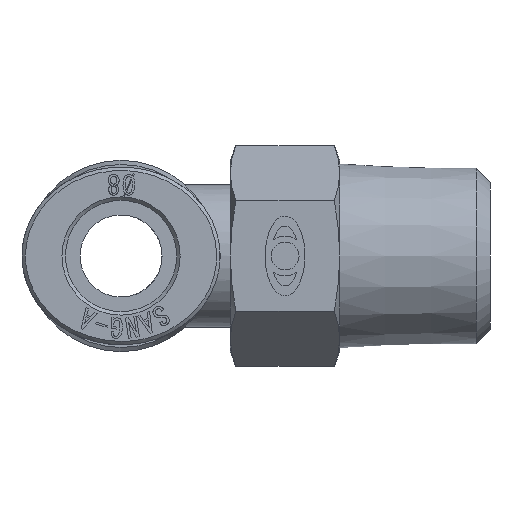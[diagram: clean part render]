
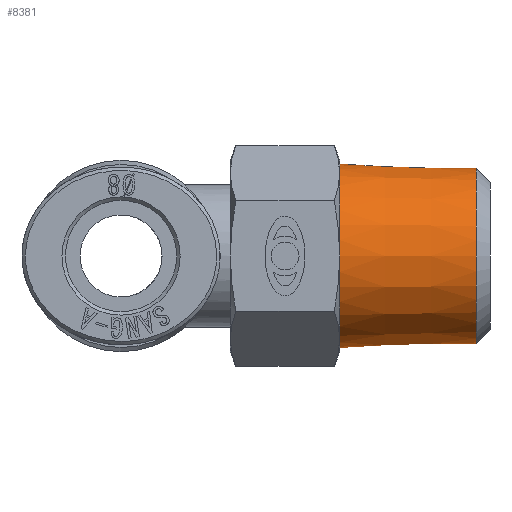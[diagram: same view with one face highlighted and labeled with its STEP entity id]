
A CAD part, left-side view. The second image highlights one B-rep face of the part: STEP entity #8381.
In plain terms, the highlighted conical face has half-angle 1.791 degrees and reference radius 6.562 mm.
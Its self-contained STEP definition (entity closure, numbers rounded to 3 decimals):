
#8330=CARTESIAN_POINT('',(-6.422,-18.,0.));
#8331=VERTEX_POINT('',#8330);
#8332=CARTESIAN_POINT('',(0.0,-18.,0.));
#8333=DIRECTION('',(0.0,-1.0,0.0));
#8334=DIRECTION('',(1.0,0.0,0.0));
#8335=AXIS2_PLACEMENT_3D('',#8332,#8333,#8334);
#8336=CIRCLE('',#8335,6.422);
#8337=EDGE_CURVE('',#8331,#8331,#8336,.T.);
#8362=CARTESIAN_POINT('',(0.0,-13.5,0.0));
#8363=DIRECTION('',(0.0,1.0,0.0));
#8364=DIRECTION('',(-1.0,0.0,0.0));
#8365=AXIS2_PLACEMENT_3D('',#8362,#8363,#8364);
#8366=CONICAL_SURFACE('',#8365,6.563,1.791);
#8367=CARTESIAN_POINT('',(-6.735,-8.,0.0));
#8368=VERTEX_POINT('',#8367);
#8369=CARTESIAN_POINT('',(0.0,-8.,0.0));
#8370=DIRECTION('',(0.0,1.0,0.0));
#8371=DIRECTION('',(-1.0,0.0,0.0));
#8372=AXIS2_PLACEMENT_3D('',#8369,#8370,#8371);
#8373=CIRCLE('',#8372,6.735);
#8374=EDGE_CURVE('',#8368,#8368,#8373,.T.);
#8375=ORIENTED_EDGE('',*,*,#8374,.F.);
#8376=EDGE_LOOP('',(#8375));
#8377=FACE_OUTER_BOUND('',#8376,.T.);
#8378=ORIENTED_EDGE('',*,*,#8337,.F.);
#8379=EDGE_LOOP('',(#8378));
#8380=FACE_BOUND('',#8379,.T.);
#8381=ADVANCED_FACE('',(#8377,#8380),#8366,.T.);
